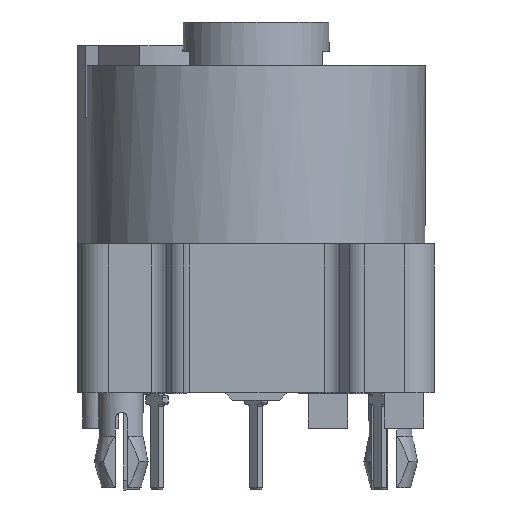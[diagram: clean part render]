
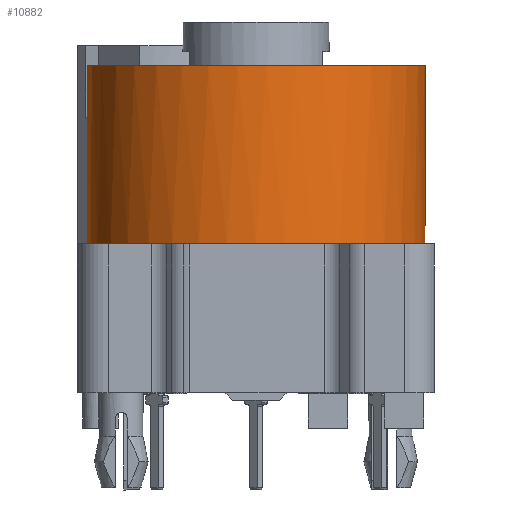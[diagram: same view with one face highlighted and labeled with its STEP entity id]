
A CAD part, front view. The second image highlights one B-rep face of the part: STEP entity #10882.
In plain terms, the highlighted cylindrical face has radius 8.55 mm (diameter 17.1 mm), a partial arc.
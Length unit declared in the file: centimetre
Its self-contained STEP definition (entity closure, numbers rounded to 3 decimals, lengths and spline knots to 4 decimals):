
#156=CYLINDRICAL_SURFACE($,#11641,0.855);
#210=CIRCLE($,#11034,0.855);
#227=CIRCLE($,#11055,0.855);
#228=CIRCLE($,#11058,0.855);
#229=CIRCLE($,#11061,0.855);
#295=CIRCLE($,#11221,0.855);
#296=CIRCLE($,#11223,0.855);
#303=CIRCLE($,#11287,0.855);
#348=CIRCLE($,#11612,0.855);
#354=CIRCLE($,#11635,0.855);
#356=CIRCLE($,#11642,0.855);
#357=CIRCLE($,#11643,0.855);
#926=FACE_OUTER_BOUND($,#1538,.T.);
#1538=EDGE_LOOP($,(#9517,#9518,#9519,#9520,#9521,#9522,#9523,#9524,#9525,
#9526,#9527,#9528,#9529,#9530));
#2771=LINE($,#17642,#4063);
#2796=LINE($,#17702,#4088);
#2797=LINE($,#17707,#4089);
#4063=VECTOR($,#14219,0.9);
#4088=VECTOR($,#14286,0.64);
#4089=VECTOR($,#14291,0.26);
#4529=VERTEX_POINT($,#15413);
#4533=VERTEX_POINT($,#15423);
#4578=VERTEX_POINT($,#15515);
#4585=VERTEX_POINT($,#15530);
#4591=VERTEX_POINT($,#15544);
#4595=VERTEX_POINT($,#15553);
#4598=VERTEX_POINT($,#15562);
#4601=VERTEX_POINT($,#15572);
#4602=VERTEX_POINT($,#15573);
#5132=VERTEX_POINT($,#17620);
#5136=VERTEX_POINT($,#17640);
#5149=VERTEX_POINT($,#17698);
#5151=VERTEX_POINT($,#17704);
#5152=VERTEX_POINT($,#17706);
#5593=EDGE_CURVE($,#4529,#4533,#210,.T.);
#5652=EDGE_CURVE($,#4578,#4591,#227,.T.);
#5661=EDGE_CURVE($,#4595,#4598,#228,.T.);
#5665=EDGE_CURVE($,#4601,#4602,#229,.T.);
#5973=EDGE_CURVE($,#4598,#4585,#295,.T.);
#5976=EDGE_CURVE($,#4533,#4578,#296,.T.);
#6071=EDGE_CURVE($,#4585,#4602,#303,.T.);
#6602=EDGE_CURVE($,#4529,#5132,#348,.T.);
#6613=EDGE_CURVE($,#4601,#5136,#2771,.T.);
#6630=EDGE_CURVE($,#4595,#4591,#354,.T.);
#6643=EDGE_CURVE($,#5149,#5132,#2796,.T.);
#6644=EDGE_CURVE($,#5136,#5151,#356,.T.);
#6645=EDGE_CURVE($,#5151,#5152,#2797,.T.);
#6646=EDGE_CURVE($,#5152,#5149,#357,.T.);
#9517=ORIENTED_EDGE($,*,*,#5661,.T.);
#9518=ORIENTED_EDGE($,*,*,#5973,.T.);
#9519=ORIENTED_EDGE($,*,*,#6071,.T.);
#9520=ORIENTED_EDGE($,*,*,#5665,.F.);
#9521=ORIENTED_EDGE($,*,*,#6613,.T.);
#9522=ORIENTED_EDGE($,*,*,#6644,.T.);
#9523=ORIENTED_EDGE($,*,*,#6645,.T.);
#9524=ORIENTED_EDGE($,*,*,#6646,.T.);
#9525=ORIENTED_EDGE($,*,*,#6643,.T.);
#9526=ORIENTED_EDGE($,*,*,#6602,.F.);
#9527=ORIENTED_EDGE($,*,*,#5593,.T.);
#9528=ORIENTED_EDGE($,*,*,#5976,.T.);
#9529=ORIENTED_EDGE($,*,*,#5652,.T.);
#9530=ORIENTED_EDGE($,*,*,#6630,.F.);
#10882=ADVANCED_FACE($,(#926),#156,.T.);
#11034=AXIS2_PLACEMENT_3D($,#15425,#12198,#12199);
#11055=AXIS2_PLACEMENT_3D($,#15546,#12282,#12283);
#11058=AXIS2_PLACEMENT_3D($,#15564,#12296,#12297);
#11061=AXIS2_PLACEMENT_3D($,#15574,#12305,#12306);
#11221=AXIS2_PLACEMENT_3D($,#16324,#12841,#12842);
#11223=AXIS2_PLACEMENT_3D($,#16329,#12847,#12848);
#11287=AXIS2_PLACEMENT_3D($,#16529,#13061,#13062);
#11612=AXIS2_PLACEMENT_3D($,#17622,#14195,#14196);
#11635=AXIS2_PLACEMENT_3D($,#17677,#14263,#14264);
#11641=AXIS2_PLACEMENT_3D($,#17703,#14287,#14288);
#11642=AXIS2_PLACEMENT_3D($,#17705,#14289,#14290);
#11643=AXIS2_PLACEMENT_3D($,#17708,#14292,#14293);
#12198=DIRECTION('center_axis',(0.,0.,
1.));
#12199=DIRECTION('ref_axis',(-1.,0.,0.));
#12282=DIRECTION('center_axis',(0.,0.,
1.));
#12283=DIRECTION('ref_axis',(-1.,0.,0.));
#12296=DIRECTION('center_axis',(0.,0.,
1.));
#12297=DIRECTION('ref_axis',(-1.,0.,0.));
#12305=DIRECTION('center_axis',(0.,0.,
-1.));
#12306=DIRECTION('ref_axis',(-1.,0.,0.));
#12841=DIRECTION('center_axis',(0.,0.,
1.));
#12842=DIRECTION('ref_axis',(-1.,0.,0.));
#12847=DIRECTION('center_axis',(0.,0.,
1.));
#12848=DIRECTION('ref_axis',(-1.,0.,0.));
#13061=DIRECTION('center_axis',(0.,0.,
1.));
#13062=DIRECTION('ref_axis',(-1.,0.,0.));
#14195=DIRECTION('center_axis',(0.,0.,
-1.));
#14196=DIRECTION('ref_axis',(-1.,0.,0.));
#14219=DIRECTION($,(0.,0.,1.));
#14263=DIRECTION('center_axis',(0.,0.,
-1.));
#14264=DIRECTION('ref_axis',(-1.,0.,0.));
#14286=DIRECTION($,(0.,0.,-1.));
#14287=DIRECTION('center_axis',(0.,0.,
1.));
#14288=DIRECTION('ref_axis',(-1.,0.,0.));
#14289=DIRECTION('center_axis',(0.,0.,
-1.));
#14290=DIRECTION('ref_axis',(-1.,0.,0.));
#14291=DIRECTION($,(0.,0.,-1.));
#14292=DIRECTION('center_axis',(0.,0.,
-1.));
#14293=DIRECTION('ref_axis',(-1.,0.,0.));
#15413=CARTESIAN_POINT('',(-0.7978,0.3075,0.75));
#15423=CARTESIAN_POINT('',(-0.8006,0.3,0.75));
#15425=CARTESIAN_POINT('Origin',(0.,0.,
0.75));
#15515=CARTESIAN_POINT('',(-0.8006,-0.3,0.75));
#15530=CARTESIAN_POINT('',(0.8006,0.3,0.75));
#15544=CARTESIAN_POINT('',(-0.7978,-0.3075,0.75));
#15546=CARTESIAN_POINT('Origin',(0.,0.,
0.75));
#15553=CARTESIAN_POINT('',(0.7978,-0.3075,0.75));
#15562=CARTESIAN_POINT('',(0.8006,-0.3,0.75));
#15564=CARTESIAN_POINT('Origin',(0.,0.,
0.75));
#15572=CARTESIAN_POINT('',(-0.3068,0.7981,0.75));
#15573=CARTESIAN_POINT('',(0.7978,0.3075,0.75));
#15574=CARTESIAN_POINT('Origin',(0.,0.,
0.75));
#16324=CARTESIAN_POINT('Origin',(0.,0.,
0.75));
#16329=CARTESIAN_POINT('Origin',(0.,0.,
0.75));
#16529=CARTESIAN_POINT('Origin',(0.,0.,
0.75));
#17620=CARTESIAN_POINT('',(-0.7294,0.4461,0.75));
#17622=CARTESIAN_POINT('Origin',(0.,0.,
0.75));
#17640=CARTESIAN_POINT('',(-0.3068,0.7981,1.65));
#17642=CARTESIAN_POINT($,(-0.3068,0.7981,0.75));
#17677=CARTESIAN_POINT('Origin',(0.,0.,
0.75));
#17698=CARTESIAN_POINT('',(-0.7294,0.4461,1.39));
#17702=CARTESIAN_POINT($,(-0.7294,0.4461,0.75));
#17703=CARTESIAN_POINT('Origin',(0.,0.,
0.75));
#17704=CARTESIAN_POINT('',(-0.7746,0.362,1.65));
#17705=CARTESIAN_POINT('Origin',(0.,0.,
1.65));
#17706=CARTESIAN_POINT('',(-0.7746,0.362,1.39));
#17707=CARTESIAN_POINT($,(-0.7746,0.362,0.75));
#17708=CARTESIAN_POINT('Origin',(0.,0.,
1.39));
